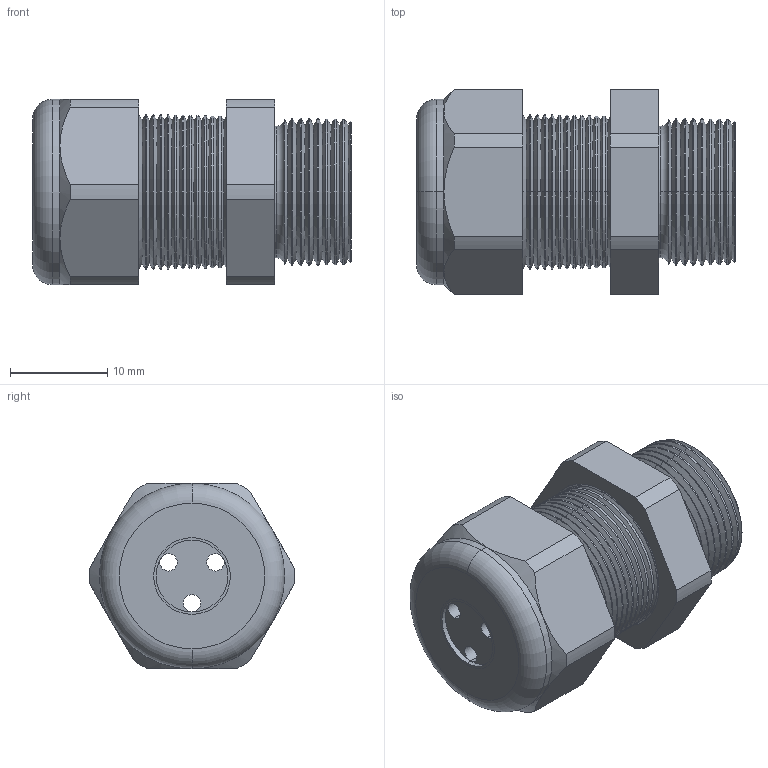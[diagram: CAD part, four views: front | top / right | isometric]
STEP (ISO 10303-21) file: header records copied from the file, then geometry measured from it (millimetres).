
FILE_DESCRIPTION (( 'STEP AP203' ), '1' );
FILE_NAME ('CD17M4-BK.STEP', '2008-12-20T07:53:41', ( 'BSI00' ), ( '' ), 'SwSTEP 2.0', 'SolidWorks 2007', '' );
FILE_SCHEMA (( 'CONFIG_CONTROL_DESIGN' ));
Length unit declared in the file: inch
Products named in the file (1): CD17M4-BK
Bounding box: 32.77 x 21.14 x 19.05 mm (x, y, z)
Volume: 5818.8 mm3; surface area: 4298.3 mm2
Topology: 2 solids, 2 shells, 185 faces, 394 edges, 218 vertices
Faces by surface type: cone 132, cylinder 26, plane 21, torus 6
Entity records: 5037 total; most frequent: DIRECTION 954, CARTESIAN_POINT 870, ORIENTED_EDGE 788, EDGE_CURVE 394, AXIS2_PLACEMENT_3D 386, VERTEX_POINT 218, CIRCLE 200, EDGE_LOOP 198
